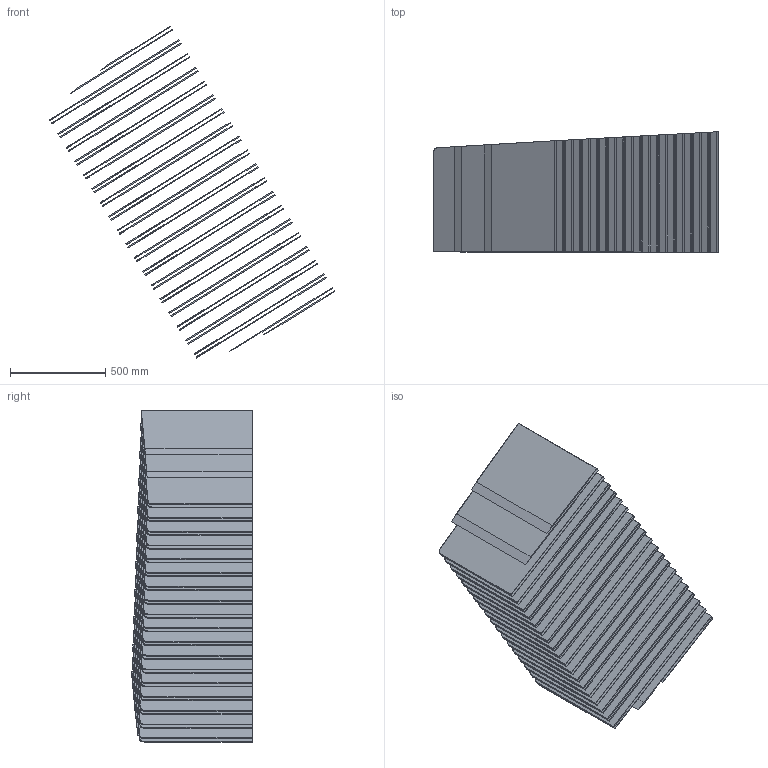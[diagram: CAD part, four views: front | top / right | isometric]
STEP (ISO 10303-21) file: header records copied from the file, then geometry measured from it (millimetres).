
FILE_DESCRIPTION(('FreeCAD Model'),'2;1');
FILE_NAME('detailed_HCPB/HCPB_sample_envelope_cooling_plate.step', '2018-01-22T16:31:13',('FreeCAD'),('FreeCAD'), 'Open CASCADE STEP processor 7.1','FreeCAD','Unknown');
FILE_SCHEMA(('AUTOMOTIVE_DESIGN_CC2 { 1 2 10303 214 -1 1 5 4 }'));
Length unit declared in the file: millimetre
Products named in the file (41): Open CASCADE STEP translator 7.1 6; Open CASCADE STEP translator 7.1 6.1; Open CASCADE STEP translator 7.1 6.2; Open CASCADE STEP translator 7.1 6.3; Open CASCADE STEP translator 7.1 6.4; Open CASCADE STEP translator 7.1 6.5; Open CASCADE STEP translator 7.1 6.6; Open CASCADE STEP translator 7.1 6.7; Open CASCADE STEP translator 7.1 6.8; Open CASCADE STEP translator 7.1 6.9; Open CASCADE STEP translator 7.1 6.10; Open CASCADE STEP translator 7.1 6.11; Open CASCADE STEP translator 7.1 6.12; Open CASCADE STEP translator 7.1 6.13; Open CASCADE STEP translator 7.1 6.14; Open CASCADE STEP translator 7.1 6.15; Open CASCADE STEP translator 7.1 6.16; Open CASCADE STEP translator 7.1 6.17; Open CASCADE STEP translator 7.1 6.18; Open CASCADE STEP translator 7.1 6.19; Open CASCADE STEP translator 7.1 6.20; Open CASCADE STEP translator 7.1 6.21; Open CASCADE STEP translator 7.1 6.22; Open CASCADE STEP translator 7.1 6.23; Open CASCADE STEP translator 7.1 6.24; Open CASCADE STEP translator 7.1 6.25; Open CASCADE STEP translator 7.1 6.26; Open CASCADE STEP translator 7.1 6.27; Open CASCADE STEP translator 7.1 6.28; Open CASCADE STEP translator 7.1 6.29; Open CASCADE STEP translator 7.1 6.30; Open CASCADE STEP translator 7.1 6.31; Open CASCADE STEP translator 7.1 6.32; Open CASCADE STEP translator 7.1 6.33; Open CASCADE STEP translator 7.1 6.34; Open CASCADE STEP translator 7.1 6.35; Open CASCADE STEP translator 7.1 6.36; Open CASCADE STEP translator 7.1 6.37; Open CASCADE STEP translator 7.1 6.38; Open CASCADE STEP translator 7.1 6.39 ...
Assembly tree (40 placements, depth 2):
  Open CASCADE STEP translator 7.1 6
    Open CASCADE STEP translator 7.1 6.1
    Open CASCADE STEP translator 7.1 6.2
    Open CASCADE STEP translator 7.1 6.3
    Open CASCADE STEP translator 7.1 6.4
    Open CASCADE STEP translator 7.1 6.5
    Open CASCADE STEP translator 7.1 6.6
    Open CASCADE STEP translator 7.1 6.7
    Open CASCADE STEP translator 7.1 6.8
    Open CASCADE STEP translator 7.1 6.9
    Open CASCADE STEP translator 7.1 6.10
    Open CASCADE STEP translator 7.1 6.11
    Open CASCADE STEP translator 7.1 6.12
    Open CASCADE STEP translator 7.1 6.13
    Open CASCADE STEP translator 7.1 6.14
    Open CASCADE STEP translator 7.1 6.15
    Open CASCADE STEP translator 7.1 6.16
    Open CASCADE STEP translator 7.1 6.17
    Open CASCADE STEP translator 7.1 6.18
    Open CASCADE STEP translator 7.1 6.19
    Open CASCADE STEP translator 7.1 6.20
    Open CASCADE STEP translator 7.1 6.21
    Open CASCADE STEP translator 7.1 6.22
    Open CASCADE STEP translator 7.1 6.23
    Open CASCADE STEP translator 7.1 6.24
    Open CASCADE STEP translator 7.1 6.25
    Open CASCADE STEP translator 7.1 6.26
    Open CASCADE STEP translator 7.1 6.27
    Open CASCADE STEP translator 7.1 6.28
    Open CASCADE STEP translator 7.1 6.29
    Open CASCADE STEP translator 7.1 6.30
    Open CASCADE STEP translator 7.1 6.31
    Open CASCADE STEP translator 7.1 6.32
    Open CASCADE STEP translator 7.1 6.33
    Open CASCADE STEP translator 7.1 6.34
    Open CASCADE STEP translator 7.1 6.35
    Open CASCADE STEP translator 7.1 6.36
    Open CASCADE STEP translator 7.1 6.37
    Open CASCADE STEP translator 7.1 6.38
    Open CASCADE STEP translator 7.1 6.39
    Open CASCADE STEP translator 7.1 6.40
Bounding box: 1498.04 x 633.1 x 1743.35 mm (x, y, z)
Volume: 90758047.1 mm3; surface area: 36950029 mm2
Topology: 40 solids, 40 shells, 276 faces, 588 edges, 392 vertices
Faces by surface type: plane 240, cylinder 36
Entity records: 15184 total; most frequent: CARTESIAN_POINT 3937, DIRECTION 1510, ORIENTED_EDGE 1176, PCURVE 1176, DEFINITIONAL_REPRESENTATION 1176, B_SPLINE_CURVE_WITH_KNOTS 960, LINE 660, VECTOR 660
